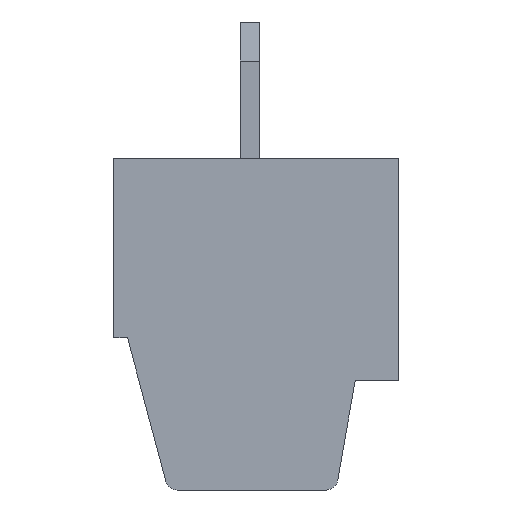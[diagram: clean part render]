
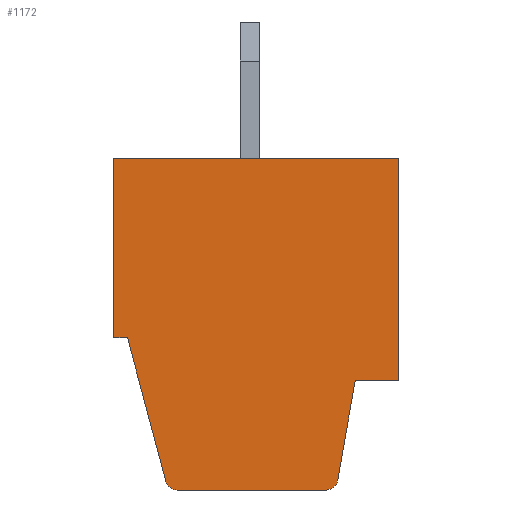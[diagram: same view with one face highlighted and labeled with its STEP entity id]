
A CAD part, left-side view. The second image highlights one B-rep face of the part: STEP entity #1172.
In plain terms, the highlighted planar face has unit normal (-1, 0, 0).
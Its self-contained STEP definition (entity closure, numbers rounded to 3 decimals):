
#1172 = ADVANCED_FACE( '', ( #2471 ), #2472, .T. );
#2471 = FACE_OUTER_BOUND( '', #3762, .T. );
#2472 = PLANE( '', #3763 );
#3762 = EDGE_LOOP( '', ( #6927, #6928, #6929, #6930, #6931, #6932, #6933, #6934, #6935, #6936 ) );
#3763 = AXIS2_PLACEMENT_3D( '', #6937, #6938, #6939 );
#6927 = ORIENTED_EDGE( '', *, *, #7185, .T. );
#6928 = ORIENTED_EDGE( '', *, *, #7875, .T. );
#6929 = ORIENTED_EDGE( '', *, *, #6982, .T. );
#6930 = ORIENTED_EDGE( '', *, *, #7686, .T. );
#6931 = ORIENTED_EDGE( '', *, *, #7394, .T. );
#6932 = ORIENTED_EDGE( '', *, *, #7237, .T. );
#6933 = ORIENTED_EDGE( '', *, *, #7743, .T. );
#6934 = ORIENTED_EDGE( '', *, *, #7707, .T. );
#6935 = ORIENTED_EDGE( '', *, *, #7075, .T. );
#6936 = ORIENTED_EDGE( '', *, *, #7354, .T. );
#6937 = CARTESIAN_POINT( '', ( 165.647, 259.734, -4.2 ) );
#6938 = DIRECTION( '', ( -1., 0., 0. ) );
#6939 = DIRECTION( '', ( 0., -1., 0. ) );
#6982 = EDGE_CURVE( '', #8216, #8217, #8218, .T. );
#7075 = EDGE_CURVE( '', #8382, #8383, #8384, .T. );
#7185 = EDGE_CURVE( '', #8584, #8585, #8586, .T. );
#7237 = EDGE_CURVE( '', #8670, #8671, #8672, .T. );
#7354 = EDGE_CURVE( '', #8383, #8584, #8857, .T. );
#7394 = EDGE_CURVE( '', #8915, #8670, #8916, .T. );
#7686 = EDGE_CURVE( '', #8217, #8915, #9366, .T. );
#7707 = EDGE_CURVE( '', #9391, #8382, #9395, .T. );
#7743 = EDGE_CURVE( '', #8671, #9391, #9449, .T. );
#7875 = EDGE_CURVE( '', #8585, #8216, #9618, .T. );
#8216 = VERTEX_POINT( '', #10016 );
#8217 = VERTEX_POINT( '', #10017 );
#8218 = LINE( '', #10018, #10019 );
#8382 = VERTEX_POINT( '', #10234 );
#8383 = VERTEX_POINT( '', #10235 );
#8384 = LINE( '', #10236, #10237 );
#8584 = VERTEX_POINT( '', #10527 );
#8585 = VERTEX_POINT( '', #10528 );
#8586 = LINE( '', #10529, #10530 );
#8670 = VERTEX_POINT( '', #10650 );
#8671 = VERTEX_POINT( '', #10651 );
#8672 = LINE( '', #10652, #10653 );
#8857 = LINE( '', #10904, #10905 );
#8915 = VERTEX_POINT( '', #10978 );
#8916 = LINE( '', #10979, #10980 );
#9366 = CIRCLE( '', #11609, 0.3 );
#9391 = VERTEX_POINT( '', #11645 );
#9395 = LINE( '', #11651, #11652 );
#9449 = LINE( '', #11737, #11738 );
#9618 = CIRCLE( '', #11978, 0.3 );
#10016 = CARTESIAN_POINT( '', ( 165.647, 258.104, -8.5 ) );
#10017 = CARTESIAN_POINT( '', ( 165.647, 254.286, -8.5 ) );
#10018 = CARTESIAN_POINT( '', ( 165.647, 254.286, -8.5 ) );
#10019 = VECTOR( '', #12424, 1000. );
#10234 = CARTESIAN_POINT( '', ( 165.647, 259.734, 0. ) );
#10235 = CARTESIAN_POINT( '', ( 165.647, 259.734, -4.6 ) );
#10236 = CARTESIAN_POINT( '', ( 165.647, 259.734, -4.6 ) );
#10237 = VECTOR( '', #12548, 1000. );
#10527 = CARTESIAN_POINT( '', ( 165.647, 259.379, -4.6 ) );
#10528 = CARTESIAN_POINT( '', ( 165.647, 258.394, -8.278 ) );
#10529 = CARTESIAN_POINT( '', ( 165.647, 258.394, -8.278 ) );
#10530 = VECTOR( '', #12654, 1000. );
#10650 = CARTESIAN_POINT( '', ( 165.647, 253.541, -5.7 ) );
#10651 = CARTESIAN_POINT( '', ( 165.647, 252.434, -5.7 ) );
#10652 = CARTESIAN_POINT( '', ( 165.647, 252.434, -5.7 ) );
#10653 = VECTOR( '', #12703, 1000. );
#10904 = CARTESIAN_POINT( '', ( 165.647, 259.379, -4.6 ) );
#10905 = VECTOR( '', #12833, 1000. );
#10978 = CARTESIAN_POINT( '', ( 165.647, 253.991, -8.252 ) );
#10979 = CARTESIAN_POINT( '', ( 165.647, 253.541, -5.7 ) );
#10980 = VECTOR( '', #12882, 1000. );
#11609 = AXIS2_PLACEMENT_3D( '', #13173, #13174, #13175 );
#11645 = CARTESIAN_POINT( '', ( 165.647, 252.434, 0. ) );
#11651 = CARTESIAN_POINT( '', ( 165.647, 259.734, 0. ) );
#11652 = VECTOR( '', #13195, 1000. );
#11737 = CARTESIAN_POINT( '', ( 165.647, 252.434, 0. ) );
#11738 = VECTOR( '', #13227, 1000. );
#11978 = AXIS2_PLACEMENT_3D( '', #13329, #13330, #13331 );
#12424 = DIRECTION( '', ( 0., -1., 0. ) );
#12548 = DIRECTION( '', ( 0., 0., -1. ) );
#12654 = DIRECTION( '', ( 0., -0.259, -0.966 ) );
#12703 = DIRECTION( '', ( 0., -1., 0. ) );
#12833 = DIRECTION( '', ( 0., -1., 0. ) );
#12882 = DIRECTION( '', ( 0., -0.174, 0.985 ) );
#13173 = CARTESIAN_POINT( '', ( 165.647, 254.286, -8.2 ) );
#13174 = DIRECTION( '', ( -1., 0., 0. ) );
#13175 = DIRECTION( '', ( 0., -1., 0. ) );
#13195 = DIRECTION( '', ( 0., 1., 0. ) );
#13227 = DIRECTION( '', ( 0., 0., 1. ) );
#13329 = CARTESIAN_POINT( '', ( 165.647, 258.104, -8.2 ) );
#13330 = DIRECTION( '', ( -1., 0., 0. ) );
#13331 = DIRECTION( '', ( 0., -1., 0. ) );
